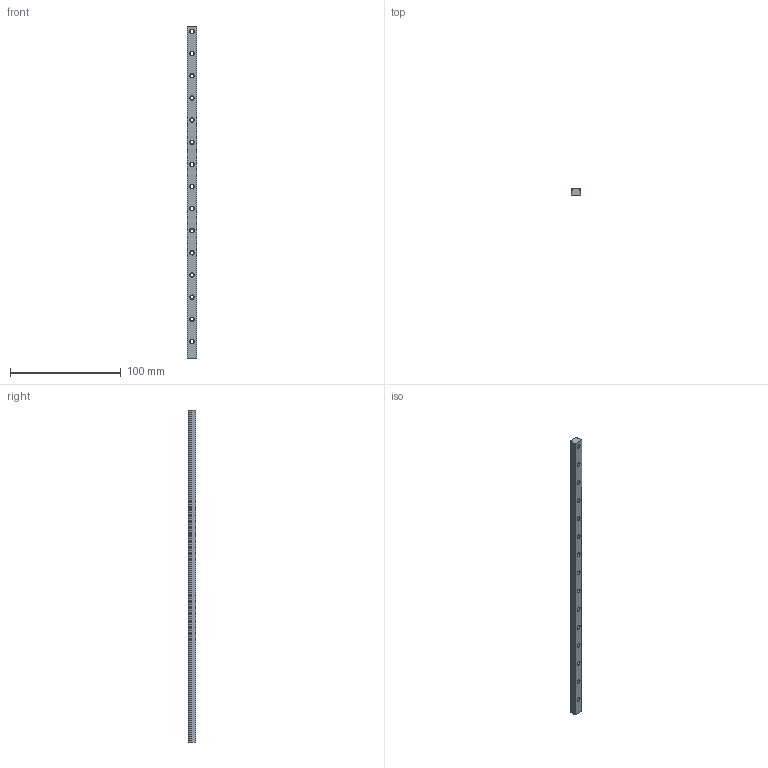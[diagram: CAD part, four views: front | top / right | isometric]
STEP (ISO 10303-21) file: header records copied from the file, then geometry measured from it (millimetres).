
FILE_DESCRIPTION (( 'STEP AP203' ), '1' );
FILE_NAME ('MGN9 - 300.STEP', '2024-08-08T23:45:03', ( '' ), ( '' ), 'SwSTEP 2.0', 'SolidWorks 2024', '' );
FILE_SCHEMA (( 'CONFIG_CONTROL_DESIGN' ));
Length unit declared in the file: millimetre
Products named in the file (1): MGN9 - 300
Bounding box: 9 x 6.5 x 300 mm (x, y, z)
Volume: 14638 mm3; surface area: 11562.2 mm2
Topology: 1 solids, 1 shells, 157 faces, 360 edges, 220 vertices
Faces by surface type: cylinder 64, cone 60, plane 33
Entity records: 4579 total; most frequent: DIRECTION 864, CARTESIAN_POINT 738, ORIENTED_EDGE 720, EDGE_CURVE 360, AXIS2_PLACEMENT_3D 346, VERTEX_POINT 220, EDGE_LOOP 202, CIRCLE 188
